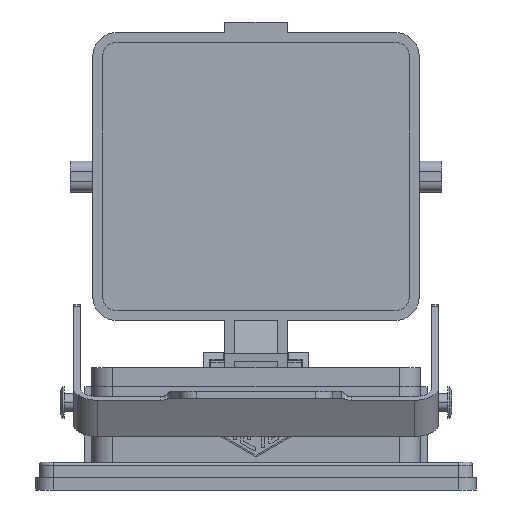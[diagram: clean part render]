
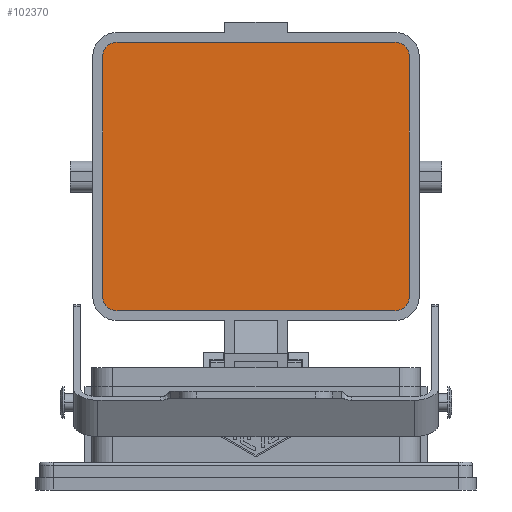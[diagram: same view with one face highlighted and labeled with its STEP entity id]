
A CAD part, front view. The second image highlights one B-rep face of the part: STEP entity #102370.
In plain terms, the highlighted planar face has unit normal (0, -1, 0).
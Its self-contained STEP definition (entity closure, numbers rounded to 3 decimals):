
#101620=CARTESIAN_POINT('',(0.,66.001,89.75));
#101630=DIRECTION('',(0.,-1.,0.));
#101640=DIRECTION('',(0.,0.,-1.));
#101650=AXIS2_PLACEMENT_3D('',#101620,#101630,#101640);
#101660=PLANE('',#101650);
#101670=CARTESIAN_POINT('',(-43.25,66.001,51.3));
#101680=DIRECTION('',(-1.,0.,0.));
#101690=VECTOR('',#101680,1.);
#101700=LINE('',#101670,#101690);
#101710=CARTESIAN_POINT('',(39.75,66.001,51.3));
#101720=VERTEX_POINT('',#101710);
#101730=CARTESIAN_POINT('',(-39.75,66.001,51.3));
#101740=VERTEX_POINT('',#101730);
#101750=EDGE_CURVE('',#101720,#101740,#101700,.T.);
#101760=ORIENTED_EDGE('',*,*,#101750,.F.);
#101770=CARTESIAN_POINT('',(-39.75,66.001,55.5));
#101780=DIRECTION('',(0.,1.,0.));
#101790=DIRECTION('',(0.,0.,1.));
#101800=AXIS2_PLACEMENT_3D('',#101770,#101780,#101790);
#101810=CIRCLE('',#101800,4.2);
#101820=CARTESIAN_POINT('',(-43.95,66.001,55.5));
#101830=VERTEX_POINT('',#101820);
#101840=EDGE_CURVE('',#101740,#101830,#101810,.T.);
#101850=ORIENTED_EDGE('',*,*,#101840,.F.);
#101860=CARTESIAN_POINT('',(-43.95,66.001,50.));
#101870=DIRECTION('',(0.,0.,1.));
#101880=VECTOR('',#101870,1.);
#101890=LINE('',#101860,#101880);
#101900=CARTESIAN_POINT('',(-43.95,66.001,124.));
#101910=VERTEX_POINT('',#101900);
#101920=EDGE_CURVE('',#101830,#101910,#101890,.T.);
#101930=ORIENTED_EDGE('',*,*,#101920,.F.);
#101940=CARTESIAN_POINT('',(-39.75,66.001,124.));
#101950=DIRECTION('',(0.,1.,0.));
#101960=DIRECTION('',(0.,0.,1.));
#101970=AXIS2_PLACEMENT_3D('',#101940,#101950,#101960);
#101980=CIRCLE('',#101970,4.2);
#101990=CARTESIAN_POINT('',(-39.75,66.001,128.2));
#102000=VERTEX_POINT('',#101990);
#102010=EDGE_CURVE('',#101910,#102000,#101980,.T.);
#102020=ORIENTED_EDGE('',*,*,#102010,.F.);
#102030=CARTESIAN_POINT('',(-43.25,66.001,128.2));
#102040=DIRECTION('',(1.,0.,0.));
#102050=VECTOR('',#102040,1.);
#102060=LINE('',#102030,#102050);
#102070=CARTESIAN_POINT('',(39.75,66.001,128.2));
#102080=VERTEX_POINT('',#102070);
#102090=EDGE_CURVE('',#102000,#102080,#102060,.T.);
#102100=ORIENTED_EDGE('',*,*,#102090,.F.);
#102110=CARTESIAN_POINT('',(39.75,66.001,124.));
#102120=DIRECTION('',(0.,1.,0.));
#102130=DIRECTION('',(0.,0.,1.));
#102140=AXIS2_PLACEMENT_3D('',#102110,#102120,#102130);
#102150=CIRCLE('',#102140,4.2);
#102160=CARTESIAN_POINT('',(43.95,66.001,124.));
#102170=VERTEX_POINT('',#102160);
#102180=EDGE_CURVE('',#102080,#102170,#102150,.T.);
#102190=ORIENTED_EDGE('',*,*,#102180,.F.);
#102200=CARTESIAN_POINT('',(43.95,66.001,50.));
#102210=DIRECTION('',(0.,0.,-1.));
#102220=VECTOR('',#102210,1.);
#102230=LINE('',#102200,#102220);
#102240=CARTESIAN_POINT('',(43.95,66.001,55.5));
#102250=VERTEX_POINT('',#102240);
#102260=EDGE_CURVE('',#102170,#102250,#102230,.T.);
#102270=ORIENTED_EDGE('',*,*,#102260,.F.);
#102280=CARTESIAN_POINT('',(39.75,66.001,55.5));
#102290=DIRECTION('',(0.,-1.,0.));
#102300=DIRECTION('',(0.,0.,-1.));
#102310=AXIS2_PLACEMENT_3D('',#102280,#102290,#102300);
#102320=CIRCLE('',#102310,4.2);
#102330=EDGE_CURVE('',#101720,#102250,#102320,.T.);
#102340=ORIENTED_EDGE('',*,*,#102330,.T.);
#102350=EDGE_LOOP('',(#102340,#102270,#102190,#102100,#102020,#101930,
#101850,#101760));
#102360=FACE_OUTER_BOUND('',#102350,.T.);
#102370=ADVANCED_FACE('',(#102360),#101660,.T.);
